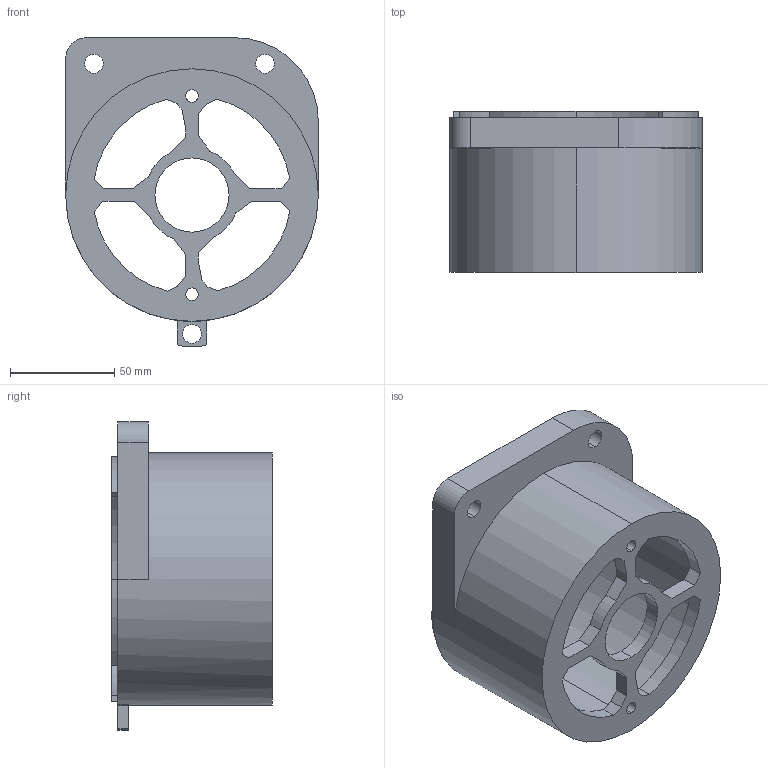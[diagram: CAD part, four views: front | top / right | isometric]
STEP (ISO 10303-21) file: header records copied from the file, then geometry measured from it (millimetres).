
FILE_DESCRIPTION (( 'STEP AP214' ), '1' );
FILE_NAME ('Ëåâûé Êàðòåð 1.STEP', '2022-11-13T20:08:02', ( '' ), ( '' ), 'SwSTEP 2.0', 'SolidWorks 2016', '' );
FILE_SCHEMA (( 'AUTOMOTIVE_DESIGN' ));
Length unit declared in the file: millimetre
Products named in the file (1): Ëåâûé Êàðòåð 1
Bounding box: 121 x 77 x 147.86 mm (x, y, z)
Volume: 251571 mm3; surface area: 77449.2 mm2
Topology: 1 solids, 1 shells, 106 faces, 290 edges, 188 vertices
Faces by surface type: plane 59, cylinder 47
Entity records: 3438 total; most frequent: DIRECTION 602, CARTESIAN_POINT 585, ORIENTED_EDGE 580, EDGE_CURVE 290, AXIS2_PLACEMENT_3D 205, VECTOR 192, LINE 192, VERTEX_POINT 188
